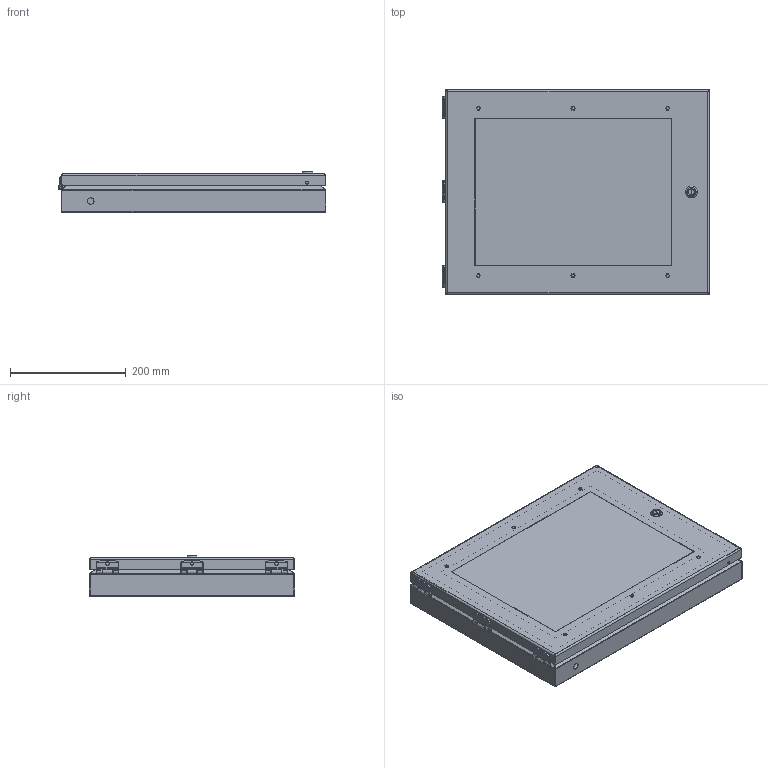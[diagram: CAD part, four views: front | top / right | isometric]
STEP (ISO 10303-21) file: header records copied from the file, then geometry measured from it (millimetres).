
FILE_DESCRIPTION (( 'STEP AP214' ), '1' );
FILE_NAME ('SCE-HWK1418.STEP', '2021-08-12T10:18:05', ( '' ), ( '' ), 'SwSTEP 2.0', 'SolidWorks 2021', '' );
FILE_SCHEMA (( 'AUTOMOTIVE_DESIGN' ));
Length unit declared in the file: inch
Products named in the file (1): SCE-HWK1418
Bounding box: 462.8 x 355.6 x 69.4 mm (x, y, z)
Volume: 1054739.7 mm3; surface area: 779957.1 mm2
Topology: 49 solids, 52 shells, 1950 faces, 4650 edges, 2801 vertices
Faces by surface type: plane 772, bspline 614, cylinder 495, cone 41, torus 28
Full cylindrical faces by diameter (mm): 0.508 x3, 2.54 x3, 3.505 x12, 3.962 x9, 4.013 x9, 4.064 x12, 4.572 x3, 4.775 x2, 4.826 x1, 5.08 x1, 5.385 x6, 5.413 x6, 6.02 x6, 6.058 x1, 6.463 x1, 6.604 x3, 6.655 x6, 6.756 x3, 6.824 x1, 7.167 x1, 7.216 x6, 7.874 x1, 8.28 x1, 8.89 x1, 10.922 x1, 11.176 x1, 11.684 x1, 12.065 x1, 12.256 x6, 16.002 x1
Entity records: 103273 total; most frequent: CARTESIAN_POINT 39037, ORIENTED_EDGE 8688, DIRECTION 6301, EDGE_CURVE 4344, VERTEX_POINT 2738, AXIS2_PLACEMENT_3D 2426, EDGE_LOOP 2282, FACE_OUTER_BOUND 2103
